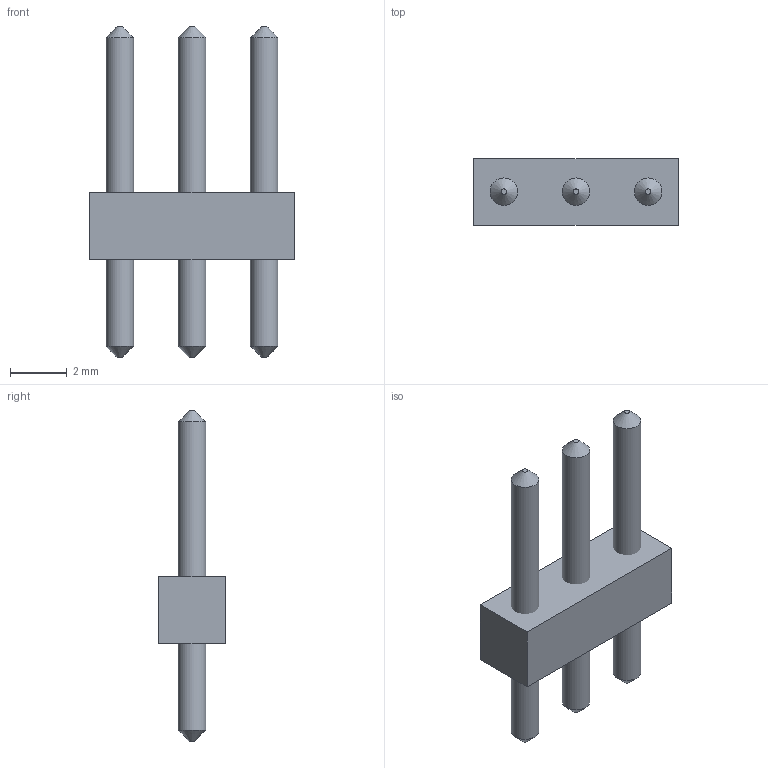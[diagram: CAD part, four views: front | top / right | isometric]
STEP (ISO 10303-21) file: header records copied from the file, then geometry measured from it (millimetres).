
FILE_DESCRIPTION(('FreeCAD Model'),'2;1');
FILE_NAME('192460.2.1.stp','2019-06-13T07:57:57',( 'Author'),(''),'Open CASCADE STEP processor 6.8','FreeCAD','Unknown' );
FILE_SCHEMA(('AUTOMOTIVE_DESIGN_CC2 { 1 2 10303 214 -1 1 5 4 }'));
Length unit declared in the file: millimetre
Products named in the file (3): ASSEMBLY; SimpleBody; LeadsArray
Assembly tree (2 placements, depth 2):
  ASSEMBLY
    SimpleBody
    LeadsArray
Bounding box: 7.21 x 2.34 x 11.64 mm (x, y, z)
Volume: 64.8 mm3; surface area: 184.5 mm2
Topology: 4 solids, 4 shells, 21 faces, 33 edges, 20 vertices
Faces by surface type: plane 12, cone 6, cylinder 3
Full cylindrical faces by diameter (mm): 0.97 x3
Entity records: 968 total; most frequent: CARTESIAN_POINT 155, DIRECTION 147, LINE 69, VECTOR 69, ORIENTED_EDGE 66, PCURVE 66, DEFINITIONAL_REPRESENTATION 66, AXIS2_PLACEMENT_3D 36
